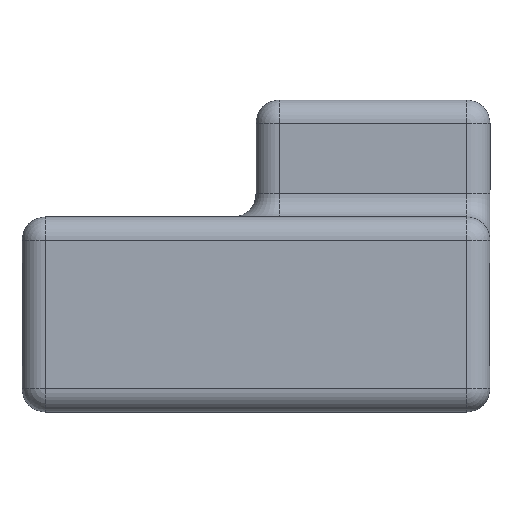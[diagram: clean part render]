
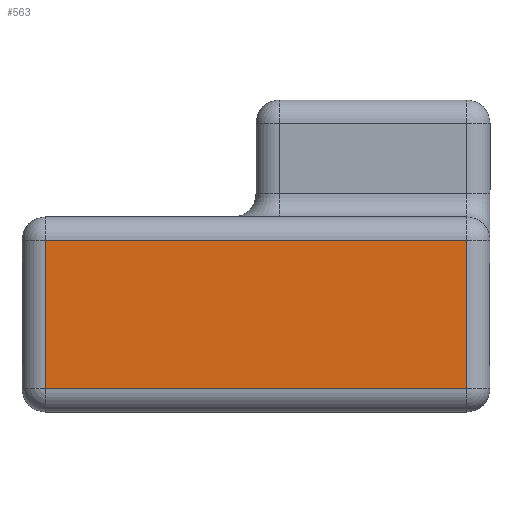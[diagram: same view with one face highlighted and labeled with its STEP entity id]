
A CAD part, front view. The second image highlights one B-rep face of the part: STEP entity #563.
In plain terms, the highlighted planar face has unit normal (0, -1, 0).
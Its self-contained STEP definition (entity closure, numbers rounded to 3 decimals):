
#82 = ORIENTED_EDGE ( 'NONE', *, *, #1906, .T. ) ;
#153 = CARTESIAN_POINT ( 'NONE',  ( -27., 0., 0. ) ) ;
#200 = DIRECTION ( 'NONE',  ( 0., 1., 0. ) ) ;
#271 = VERTEX_POINT ( 'NONE', #2969 ) ;
#282 = VERTEX_POINT ( 'NONE', #2469 ) ;
#341 = VECTOR ( 'NONE', #3282, 1000. ) ;
#365 = DIRECTION ( 'NONE',  ( -1., 0., 0. ) ) ;
#396 = AXIS2_PLACEMENT_3D ( 'NONE', #2834, #200, #494 ) ;
#420 = EDGE_CURVE ( 'NONE', #282, #271, #1034, .T. ) ;
#488 = VECTOR ( 'NONE', #1670, 1000. ) ;
#494 = DIRECTION ( 'NONE',  ( 0., 0., 1. ) ) ;
#563 = ADVANCED_FACE ( 'NONE', ( #1896 ), #2579, .F. ) ;
#608 = CARTESIAN_POINT ( 'NONE',  ( 27., 0., -9.5 ) ) ;
#652 = DIRECTION ( 'NONE',  ( 1., 0., 0. ) ) ;
#689 = LINE ( 'NONE', #2475, #2458 ) ;
#751 = VERTEX_POINT ( 'NONE', #608 ) ;
#877 = EDGE_LOOP ( 'NONE', ( #2880, #3139, #900, #82 ) ) ;
#900 = ORIENTED_EDGE ( 'NONE', *, *, #3104, .T. ) ;
#1034 = LINE ( 'NONE', #153, #341 ) ;
#1355 = CARTESIAN_POINT ( 'NONE',  ( 27., 0., 9.5 ) ) ;
#1424 = CARTESIAN_POINT ( 'NONE',  ( 0., 0., -9.5 ) ) ;
#1558 = LINE ( 'NONE', #3220, #488 ) ;
#1643 = LINE ( 'NONE', #1424, #2621 ) ;
#1670 = DIRECTION ( 'NONE',  ( 0., 0., 1. ) ) ;
#1896 = FACE_OUTER_BOUND ( 'NONE', #877, .T. ) ;
#1906 = EDGE_CURVE ( 'NONE', #751, #2425, #1558, .T. ) ;
#2366 = EDGE_CURVE ( 'NONE', #2425, #282, #689, .T. ) ;
#2425 = VERTEX_POINT ( 'NONE', #1355 ) ;
#2458 = VECTOR ( 'NONE', #365, 1000. ) ;
#2469 = CARTESIAN_POINT ( 'NONE',  ( -27., 0., 9.5 ) ) ;
#2475 = CARTESIAN_POINT ( 'NONE',  ( 0., 0., 9.5 ) ) ;
#2579 = PLANE ( 'NONE',  #396 ) ;
#2621 = VECTOR ( 'NONE', #652, 1000. ) ;
#2834 = CARTESIAN_POINT ( 'NONE',  ( 0., 0., 0. ) ) ;
#2880 = ORIENTED_EDGE ( 'NONE', *, *, #2366, .T. ) ;
#2969 = CARTESIAN_POINT ( 'NONE',  ( -27., 0., -9.5 ) ) ;
#3104 = EDGE_CURVE ( 'NONE', #271, #751, #1643, .T. ) ;
#3139 = ORIENTED_EDGE ( 'NONE', *, *, #420, .T. ) ;
#3220 = CARTESIAN_POINT ( 'NONE',  ( 27., 0., 0. ) ) ;
#3282 = DIRECTION ( 'NONE',  ( 0., 0., -1. ) ) ;
